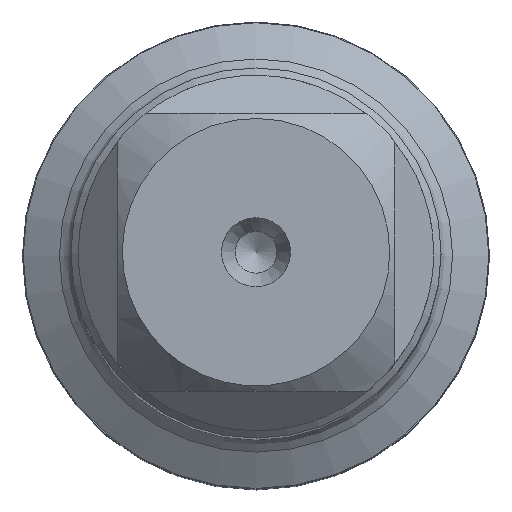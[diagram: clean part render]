
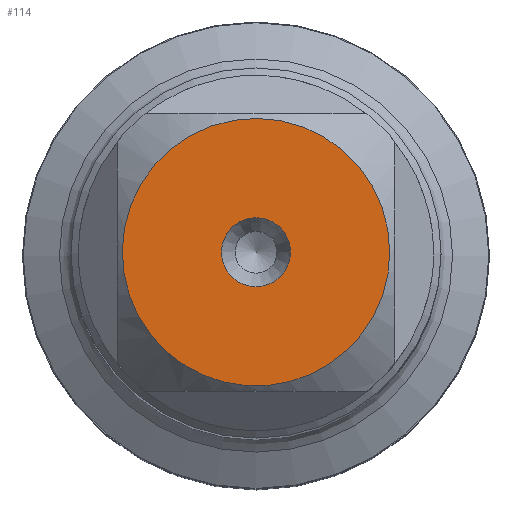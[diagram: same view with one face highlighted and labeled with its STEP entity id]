
A CAD part, top view. The second image highlights one B-rep face of the part: STEP entity #114.
In plain terms, the highlighted planar face has unit normal (0, 0, 1).
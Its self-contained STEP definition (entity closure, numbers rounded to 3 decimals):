
#82=PLANE('',#469);
#114=ADVANCED_FACE('',(#150,#151),#82,.F.);
#150=FACE_BOUND('',#188,.T.);
#151=FACE_BOUND('',#189,.T.);
#188=EDGE_LOOP('',(#234));
#189=EDGE_LOOP('',(#235));
#234=ORIENTED_EDGE('',*,*,#350,.T.);
#235=ORIENTED_EDGE('',*,*,#351,.T.);
#314=VERTEX_POINT('',#694);
#315=VERTEX_POINT('',#696);
#350=EDGE_CURVE('',#314,#314,#392,.T.);
#351=EDGE_CURVE('',#315,#315,#393,.T.);
#392=CIRCLE('',#467,1.65);
#393=CIRCLE('',#468,6.398);
#467=AXIS2_PLACEMENT_3D('',#693,#541,#542);
#468=AXIS2_PLACEMENT_3D('',#695,#543,#544);
#469=AXIS2_PLACEMENT_3D('',#697,#545,#546);
#541=DIRECTION('',(0.,0.,-1.));
#542=DIRECTION('',(-1.,0.,0.));
#543=DIRECTION('',(0.,0.,1.));
#544=DIRECTION('',(1.,0.,0.));
#545=DIRECTION('',(0.,0.,-1.));
#546=DIRECTION('',(-1.,0.,0.));
#693=CARTESIAN_POINT('',(0.,0.,0.));
#694=CARTESIAN_POINT('',(-1.65,0.,0.));
#695=CARTESIAN_POINT('',(0.,0.,0.));
#696=CARTESIAN_POINT('',(6.398,0.,0.));
#697=CARTESIAN_POINT('',(9.052,0.,0.));
